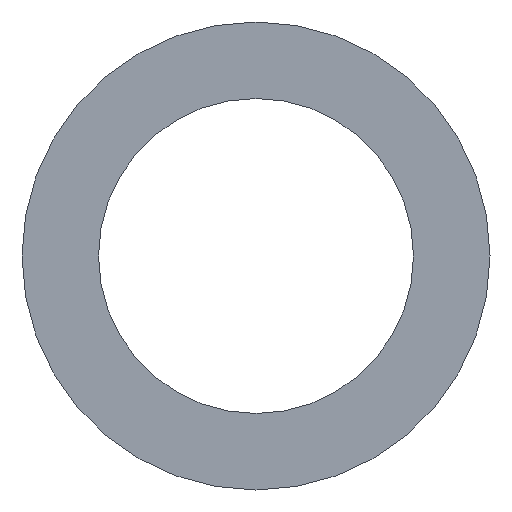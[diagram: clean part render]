
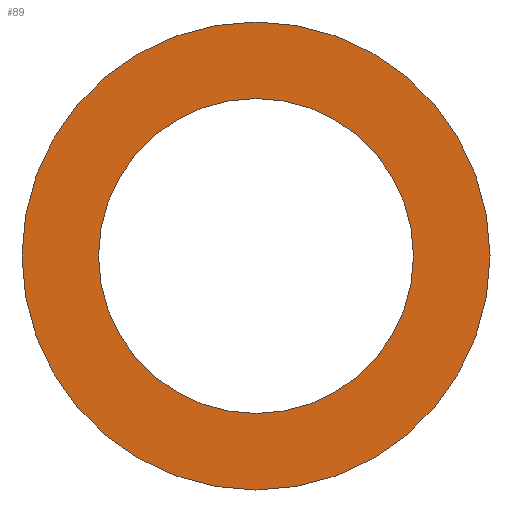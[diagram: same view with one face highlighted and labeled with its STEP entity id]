
A CAD part, left-side view. The second image highlights one B-rep face of the part: STEP entity #89.
In plain terms, the highlighted planar face has unit normal (-1, 0, 0).
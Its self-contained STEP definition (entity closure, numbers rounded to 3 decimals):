
#5 = DIRECTION ( 'NONE',  ( 1., 0., 0. ) ) ;
#6 = DIRECTION ( 'NONE',  ( 1., 0., 0. ) ) ;
#7 = CARTESIAN_POINT ( 'NONE',  ( 0., 0., 0. ) ) ;
#12 = DIRECTION ( 'NONE',  ( 0., 0., -1. ) ) ;
#13 = EDGE_CURVE ( 'NONE', #246, #116, #37, .T. ) ;
#37 = CIRCLE ( 'NONE', #128, 17.5 ) ;
#38 = ORIENTED_EDGE ( 'NONE', *, *, #225, .F. ) ;
#41 = EDGE_LOOP ( 'NONE', ( #137, #191 ) ) ;
#44 = DIRECTION ( 'NONE',  ( 1., 0., 0. ) ) ;
#47 = DIRECTION ( 'NONE',  ( 0., 0., -1. ) ) ;
#48 = FACE_BOUND ( 'NONE', #41, .T. ) ;
#51 = PLANE ( 'NONE',  #80 ) ;
#57 = EDGE_CURVE ( 'NONE', #116, #246, #223, .T. ) ;
#62 = ORIENTED_EDGE ( 'NONE', *, *, #110, .F. ) ;
#67 = VERTEX_POINT ( 'NONE', #100 ) ;
#69 = CARTESIAN_POINT ( 'NONE',  ( 0., 0., -17.5 ) ) ;
#80 = AXIS2_PLACEMENT_3D ( 'NONE', #122, #232, #174 ) ;
#89 = ADVANCED_FACE ( 'NONE', ( #196, #48 ), #51, .F. ) ;
#90 = CIRCLE ( 'NONE', #129, 26. ) ;
#100 = CARTESIAN_POINT ( 'NONE',  ( 0., 0., -26. ) ) ;
#105 = DIRECTION ( 'NONE',  ( 0., 0., -1. ) ) ;
#107 = CARTESIAN_POINT ( 'NONE',  ( 0., 0., 17.5 ) ) ;
#110 = EDGE_CURVE ( 'NONE', #249, #67, #90, .T. ) ;
#116 = VERTEX_POINT ( 'NONE', #107 ) ;
#119 = DIRECTION ( 'NONE',  ( 0., 0., -1. ) ) ;
#122 = CARTESIAN_POINT ( 'NONE',  ( 0., 0., 0. ) ) ;
#128 = AXIS2_PLACEMENT_3D ( 'NONE', #7, #5, #47 ) ;
#129 = AXIS2_PLACEMENT_3D ( 'NONE', #198, #239, #105 ) ;
#137 = ORIENTED_EDGE ( 'NONE', *, *, #57, .T. ) ;
#142 = CIRCLE ( 'NONE', #189, 26. ) ;
#145 = CARTESIAN_POINT ( 'NONE',  ( 0., 0., 26. ) ) ;
#151 = AXIS2_PLACEMENT_3D ( 'NONE', #197, #44, #119 ) ;
#174 = DIRECTION ( 'NONE',  ( 0., 0., -1. ) ) ;
#189 = AXIS2_PLACEMENT_3D ( 'NONE', #222, #6, #12 ) ;
#191 = ORIENTED_EDGE ( 'NONE', *, *, #13, .T. ) ;
#195 = EDGE_LOOP ( 'NONE', ( #62, #38 ) ) ;
#196 = FACE_OUTER_BOUND ( 'NONE', #195, .T. ) ;
#197 = CARTESIAN_POINT ( 'NONE',  ( 0., 0., 0. ) ) ;
#198 = CARTESIAN_POINT ( 'NONE',  ( 0., 0., 0. ) ) ;
#222 = CARTESIAN_POINT ( 'NONE',  ( 0., 0., 0. ) ) ;
#223 = CIRCLE ( 'NONE', #151, 17.5 ) ;
#225 = EDGE_CURVE ( 'NONE', #67, #249, #142, .T. ) ;
#232 = DIRECTION ( 'NONE',  ( 1., 0., 0. ) ) ;
#239 = DIRECTION ( 'NONE',  ( 1., 0., 0. ) ) ;
#246 = VERTEX_POINT ( 'NONE', #69 ) ;
#249 = VERTEX_POINT ( 'NONE', #145 ) ;
